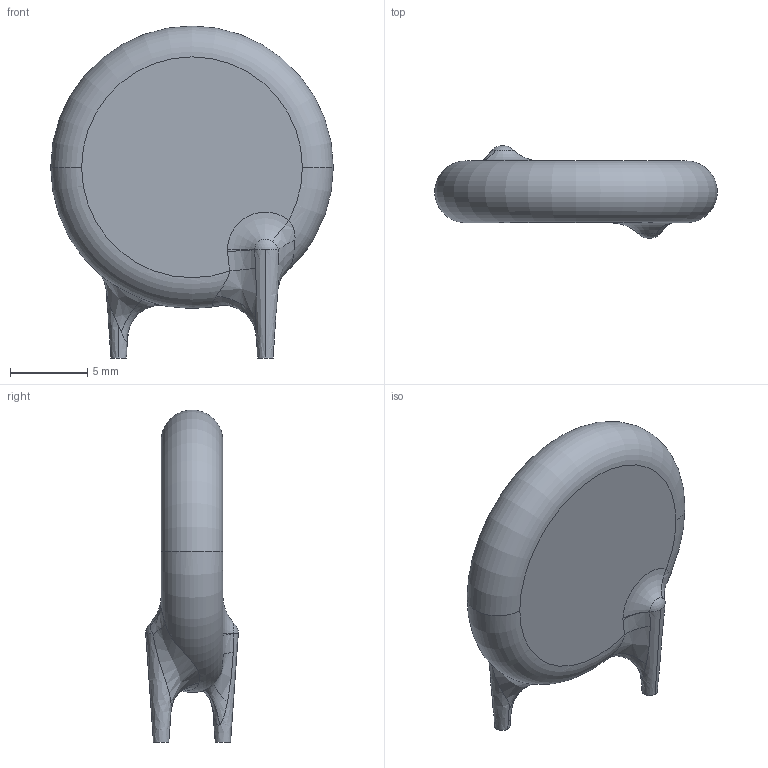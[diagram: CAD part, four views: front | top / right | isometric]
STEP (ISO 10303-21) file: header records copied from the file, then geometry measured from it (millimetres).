
FILE_DESCRIPTION(('FreeCAD Model'),'2;1');
FILE_NAME('User Library-440LD68-R.step', '2017-05-12T18:15:42',('kicad StepUp'),('ksu MCAD'), 'Open CASCADE STEP processor 6.8','FreeCAD','Unknown');
FILE_SCHEMA(('AUTOMOTIVE_DESIGN_CC2 { 1 2 10303 214 -1 1 5 4 }'));
Length unit declared in the file: millimetre
Products named in the file (2): ASSEMBLY; User_Library-440LD68-R
Assembly tree (1 placements, depth 2):
  ASSEMBLY
    User_Library-440LD68-R
Bounding box: 18.3 x 6 x 21.5 mm (x, y, z)
Volume: 995.2 mm3; surface area: 704.3 mm2
Topology: 1 solids, 1 shells, 28 faces, 80 edges, 54 vertices
Faces by surface type: bspline 16, revolution 4, plane 4, torus 2, sphere 2
Entity records: 2428 total; most frequent: CARTESIAN_POINT 1594, ORIENTED_EDGE 160, DIRECTION 88, EDGE_CURVE 80, VERTEX_POINT 54, B_SPLINE_CURVE_WITH_KNOTS 48, AXIS2_PLACEMENT_3D 42, CIRCLE 32
